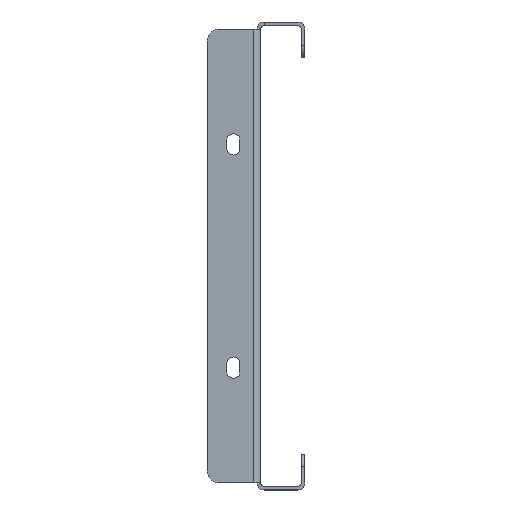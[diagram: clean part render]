
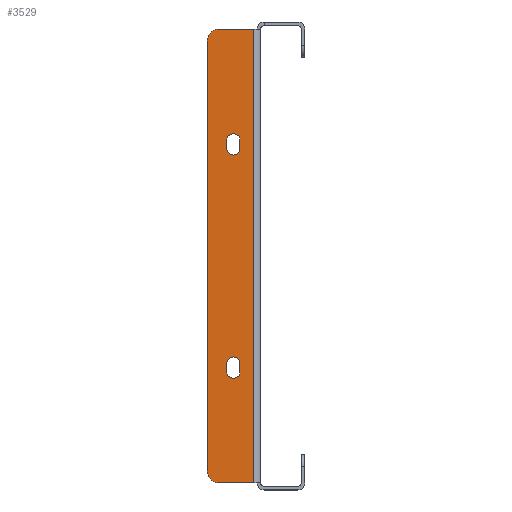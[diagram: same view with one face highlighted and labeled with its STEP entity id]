
A CAD part, left-side view. The second image highlights one B-rep face of the part: STEP entity #3529.
In plain terms, the highlighted planar face has unit normal (-1, 0, 0).
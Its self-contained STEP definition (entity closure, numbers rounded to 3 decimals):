
#31 = DIRECTION ( 'NONE',  ( 0., 0., -1. ) ) ;
#34 = VECTOR ( 'NONE', #998, 1000. ) ;
#38 = VECTOR ( 'NONE', #3626, 1000. ) ;
#102 = DIRECTION ( 'NONE',  ( -1., 0., 0. ) ) ;
#118 = CARTESIAN_POINT ( 'NONE',  ( -146., 0., 0. ) ) ;
#204 = DIRECTION ( 'NONE',  ( 0., 0., 1. ) ) ;
#305 = EDGE_CURVE ( 'NONE', #4071, #3284, #3554, .T. ) ;
#329 = LINE ( 'NONE', #4005, #38 ) ;
#335 = DIRECTION ( 'NONE',  ( 0., 0., 1. ) ) ;
#387 = ORIENTED_EDGE ( 'NONE', *, *, #305, .F. ) ;
#410 = EDGE_CURVE ( 'NONE', #4119, #3095, #4035, .T. ) ;
#414 = ORIENTED_EDGE ( 'NONE', *, *, #1411, .F. ) ;
#456 = DIRECTION ( 'NONE',  ( 0., 1., 0. ) ) ;
#537 = ORIENTED_EDGE ( 'NONE', *, *, #1414, .F. ) ;
#567 = DIRECTION ( 'NONE',  ( -1., 0., 0. ) ) ;
#600 = LINE ( 'NONE', #979, #34 ) ;
#677 = ORIENTED_EDGE ( 'NONE', *, *, #1261, .T. ) ;
#703 = VERTEX_POINT ( 'NONE', #2873 ) ;
#716 = LINE ( 'NONE', #4341, #2009 ) ;
#735 = CARTESIAN_POINT ( 'NONE',  ( -146., 16., -90.5 ) ) ;
#795 = AXIS2_PLACEMENT_3D ( 'NONE', #735, #2566, #3648 ) ;
#828 = EDGE_CURVE ( 'NONE', #703, #1721, #3701, .T. ) ;
#837 = ORIENTED_EDGE ( 'NONE', *, *, #410, .F. ) ;
#893 = ORIENTED_EDGE ( 'NONE', *, *, #2026, .F. ) ;
#898 = FACE_OUTER_BOUND ( 'NONE', #2707, .T. ) ;
#920 = CARTESIAN_POINT ( 'NONE',  ( -146., 10., 45.25 ) ) ;
#927 = LINE ( 'NONE', #2384, #3762 ) ;
#964 = EDGE_CURVE ( 'NONE', #3599, #4074, #1306, .T. ) ;
#979 = CARTESIAN_POINT ( 'NONE',  ( -146., 12.75, -45.25 ) ) ;
#998 = DIRECTION ( 'NONE',  ( 0., 0., -1. ) ) ;
#1183 = CARTESIAN_POINT ( 'NONE',  ( -146., 21., 95.5 ) ) ;
#1208 = DIRECTION ( 'NONE',  ( 0., -1., 0. ) ) ;
#1220 = CARTESIAN_POINT ( 'NONE',  ( -146., 12.75, 45.25 ) ) ;
#1261 = EDGE_CURVE ( 'NONE', #3233, #3307, #2695, .T. ) ;
#1306 = CIRCLE ( 'NONE', #2383, 2.75 ) ;
#1411 = EDGE_CURVE ( 'NONE', #2977, #3490, #600, .T. ) ;
#1414 = EDGE_CURVE ( 'NONE', #3233, #3479, #4658, .T. ) ;
#1534 = EDGE_CURVE ( 'NONE', #3095, #3599, #716, .T. ) ;
#1603 = ORIENTED_EDGE ( 'NONE', *, *, #4687, .T. ) ;
#1634 = FACE_BOUND ( 'NONE', #1920, .T. ) ;
#1639 = CARTESIAN_POINT ( 'NONE',  ( -146., 10., -48.75 ) ) ;
#1653 = DIRECTION ( 'NONE',  ( 0., -1., 0. ) ) ;
#1665 = CARTESIAN_POINT ( 'NONE',  ( -146., 21., -95.5 ) ) ;
#1670 = EDGE_CURVE ( 'NONE', #3284, #2977, #2688, .T. ) ;
#1721 = VERTEX_POINT ( 'NONE', #1976 ) ;
#1778 = CIRCLE ( 'NONE', #795, 5. ) ;
#1796 = ORIENTED_EDGE ( 'NONE', *, *, #2001, .T. ) ;
#1920 = EDGE_LOOP ( 'NONE', ( #3165, #387, #3636, #414 ) ) ;
#1976 = CARTESIAN_POINT ( 'NONE',  ( -146., 21., 90.5 ) ) ;
#2001 = EDGE_CURVE ( 'NONE', #703, #3479, #1778, .T. ) ;
#2009 = VECTOR ( 'NONE', #31, 1000. ) ;
#2020 = DIRECTION ( 'NONE',  ( 0., -1., 0. ) ) ;
#2026 = EDGE_CURVE ( 'NONE', #4074, #4119, #329, .T. ) ;
#2135 = CARTESIAN_POINT ( 'NONE',  ( -146., 7.25, 45.25 ) ) ;
#2170 = VERTEX_POINT ( 'NONE', #2263 ) ;
#2199 = ORIENTED_EDGE ( 'NONE', *, *, #4004, .F. ) ;
#2224 = CARTESIAN_POINT ( 'NONE',  ( -146., 16., -95.5 ) ) ;
#2263 = CARTESIAN_POINT ( 'NONE',  ( -146., 16., 95.5 ) ) ;
#2304 = AXIS2_PLACEMENT_3D ( 'NONE', #3433, #102, #456 ) ;
#2383 = AXIS2_PLACEMENT_3D ( 'NONE', #920, #567, #2020 ) ;
#2384 = CARTESIAN_POINT ( 'NONE',  ( -146., 0., 95.5 ) ) ;
#2566 = DIRECTION ( 'NONE',  ( -1., 0., 0. ) ) ;
#2581 = ORIENTED_EDGE ( 'NONE', *, *, #828, .F. ) ;
#2634 = FACE_BOUND ( 'NONE', #3327, .T. ) ;
#2635 = DIRECTION ( 'NONE',  ( -1., 0., 0. ) ) ;
#2688 = CIRCLE ( 'NONE', #2304, 2.75 ) ;
#2695 = LINE ( 'NONE', #3668, #4500 ) ;
#2703 = AXIS2_PLACEMENT_3D ( 'NONE', #118, #3721, #1653 ) ;
#2707 = EDGE_LOOP ( 'NONE', ( #2199, #1603, #2581, #1796, #537, #677 ) ) ;
#2873 = CARTESIAN_POINT ( 'NONE',  ( -146., 21., -90.5 ) ) ;
#2892 = DIRECTION ( 'NONE',  ( 0., -1., 0. ) ) ;
#2976 = CARTESIAN_POINT ( 'NONE',  ( -146., 12.75, -45.25 ) ) ;
#2977 = VERTEX_POINT ( 'NONE', #2976 ) ;
#3055 = CARTESIAN_POINT ( 'NONE',  ( -146., 1.5, 95.5 ) ) ;
#3095 = VERTEX_POINT ( 'NONE', #4524 ) ;
#3143 = CIRCLE ( 'NONE', #4357, 5. ) ;
#3163 = CARTESIAN_POINT ( 'NONE',  ( -146., 1.5, -95.5 ) ) ;
#3165 = ORIENTED_EDGE ( 'NONE', *, *, #1670, .F. ) ;
#3233 = VERTEX_POINT ( 'NONE', #3163 ) ;
#3274 = VECTOR ( 'NONE', #3381, 1000. ) ;
#3284 = VERTEX_POINT ( 'NONE', #4251 ) ;
#3289 = CARTESIAN_POINT ( 'NONE',  ( -146., 16., 90.5 ) ) ;
#3295 = CIRCLE ( 'NONE', #4665, 2.75 ) ;
#3307 = VERTEX_POINT ( 'NONE', #3055 ) ;
#3327 = EDGE_LOOP ( 'NONE', ( #3910, #4630, #837, #893 ) ) ;
#3381 = DIRECTION ( 'NONE',  ( 0., 0., 1. ) ) ;
#3405 = CARTESIAN_POINT ( 'NONE',  ( -146., 10., 48.75 ) ) ;
#3433 = CARTESIAN_POINT ( 'NONE',  ( -146., 10., -45.25 ) ) ;
#3450 = PLANE ( 'NONE',  #2703 ) ;
#3479 = VERTEX_POINT ( 'NONE', #2224 ) ;
#3490 = VERTEX_POINT ( 'NONE', #4690 ) ;
#3503 = CARTESIAN_POINT ( 'NONE',  ( -146., 7.25, -48.75 ) ) ;
#3529 = ADVANCED_FACE ( 'NONE', ( #2634, #1634, #898 ), #3450, .T. ) ;
#3554 = LINE ( 'NONE', #4657, #4565 ) ;
#3575 = AXIS2_PLACEMENT_3D ( 'NONE', #3405, #4103, #1208 ) ;
#3587 = VECTOR ( 'NONE', #4205, 1000. ) ;
#3599 = VERTEX_POINT ( 'NONE', #1220 ) ;
#3626 = DIRECTION ( 'NONE',  ( 0., 0., 1. ) ) ;
#3636 = ORIENTED_EDGE ( 'NONE', *, *, #4468, .F. ) ;
#3648 = DIRECTION ( 'NONE',  ( 0., -1., 0. ) ) ;
#3668 = CARTESIAN_POINT ( 'NONE',  ( -146., 1.5, 0. ) ) ;
#3701 = LINE ( 'NONE', #1183, #3274 ) ;
#3721 = DIRECTION ( 'NONE',  ( -1., 0., 0. ) ) ;
#3762 = VECTOR ( 'NONE', #3829, 1000. ) ;
#3829 = DIRECTION ( 'NONE',  ( 0., -1., 0. ) ) ;
#3910 = ORIENTED_EDGE ( 'NONE', *, *, #964, .F. ) ;
#4004 = EDGE_CURVE ( 'NONE', #2170, #3307, #927, .T. ) ;
#4005 = CARTESIAN_POINT ( 'NONE',  ( -146., 7.25, 45.25 ) ) ;
#4035 = CIRCLE ( 'NONE', #3575, 2.75 ) ;
#4071 = VERTEX_POINT ( 'NONE', #3503 ) ;
#4074 = VERTEX_POINT ( 'NONE', #2135 ) ;
#4103 = DIRECTION ( 'NONE',  ( -1., 0., 0. ) ) ;
#4119 = VERTEX_POINT ( 'NONE', #4295 ) ;
#4194 = DIRECTION ( 'NONE',  ( 0., 1., 0. ) ) ;
#4205 = DIRECTION ( 'NONE',  ( 0., 1., 0. ) ) ;
#4251 = CARTESIAN_POINT ( 'NONE',  ( -146., 7.25, -45.25 ) ) ;
#4295 = CARTESIAN_POINT ( 'NONE',  ( -146., 7.25, 48.75 ) ) ;
#4341 = CARTESIAN_POINT ( 'NONE',  ( -146., 12.75, 45.25 ) ) ;
#4357 = AXIS2_PLACEMENT_3D ( 'NONE', #3289, #2635, #2892 ) ;
#4468 = EDGE_CURVE ( 'NONE', #3490, #4071, #3295, .T. ) ;
#4500 = VECTOR ( 'NONE', #204, 1000. ) ;
#4524 = CARTESIAN_POINT ( 'NONE',  ( -146., 12.75, 48.75 ) ) ;
#4555 = DIRECTION ( 'NONE',  ( -1., 0., 0. ) ) ;
#4565 = VECTOR ( 'NONE', #335, 1000. ) ;
#4630 = ORIENTED_EDGE ( 'NONE', *, *, #1534, .F. ) ;
#4657 = CARTESIAN_POINT ( 'NONE',  ( -146., 7.25, -45.25 ) ) ;
#4658 = LINE ( 'NONE', #1665, #3587 ) ;
#4665 = AXIS2_PLACEMENT_3D ( 'NONE', #1639, #4555, #4194 ) ;
#4687 = EDGE_CURVE ( 'NONE', #2170, #1721, #3143, .T. ) ;
#4690 = CARTESIAN_POINT ( 'NONE',  ( -146., 12.75, -48.75 ) ) ;
